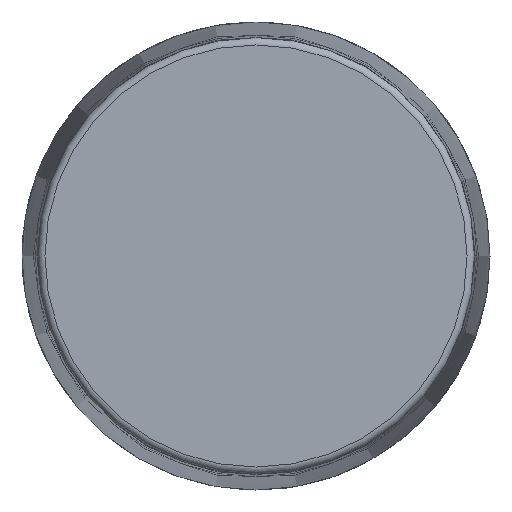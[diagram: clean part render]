
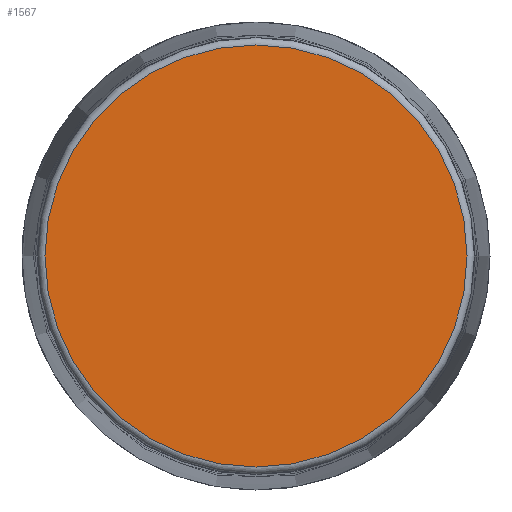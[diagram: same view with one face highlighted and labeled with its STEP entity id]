
A CAD part, front view. The second image highlights one B-rep face of the part: STEP entity #1567.
In plain terms, the highlighted planar face has unit normal (0, -1, 0).
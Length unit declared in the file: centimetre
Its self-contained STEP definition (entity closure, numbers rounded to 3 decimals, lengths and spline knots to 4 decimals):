
#399=FACE_OUTER_BOUND('',#539,.T.);
#539=EDGE_LOOP('',(#1428));
#643=CIRCLE('',#1748,1.4355);
#783=VERTEX_POINT('',#3671);
#999=EDGE_CURVE('',#783,#783,#643,.T.);
#1428=ORIENTED_EDGE('',*,*,#999,.F.);
#1460=PLANE('',#1747);
#1567=ADVANCED_FACE('',(#399),#1460,.T.);
#1747=AXIS2_PLACEMENT_3D('',#3670,#2150,#2151);
#1748=AXIS2_PLACEMENT_3D('',#3672,#2152,#2153);
#2150=DIRECTION('center_axis',(0.,-1.,0.));
#2151=DIRECTION('ref_axis',(0.,0.,-1.));
#2152=DIRECTION('center_axis',(0.,1.,0.));
#2153=DIRECTION('ref_axis',(-1.,0.,0.));
#3670=CARTESIAN_POINT('Origin',(-3.7366,-10.9922,5.4994));
#3671=CARTESIAN_POINT('',(-3.0436,-10.9922,5.4994));
#3672=CARTESIAN_POINT('Origin',(-4.4791,-10.9922,5.4994));
